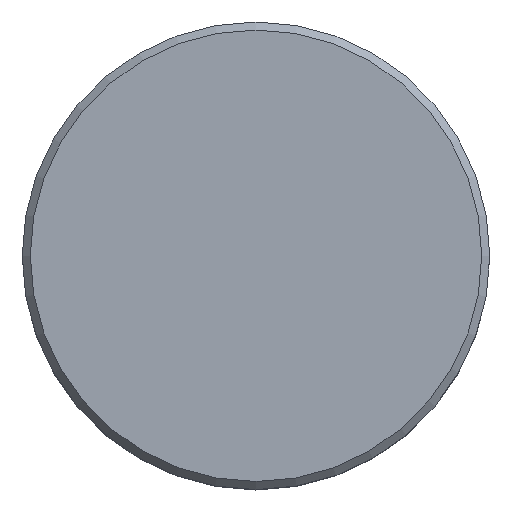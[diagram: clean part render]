
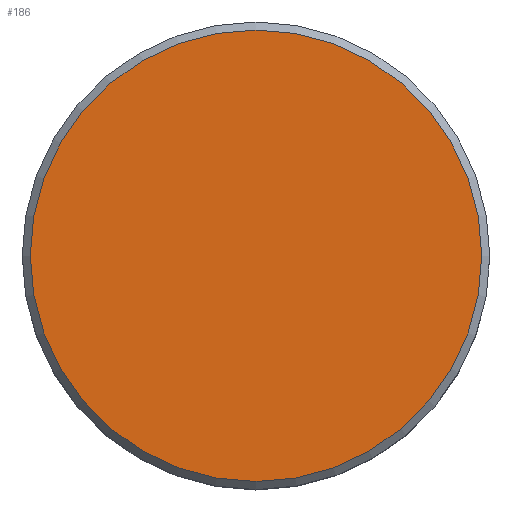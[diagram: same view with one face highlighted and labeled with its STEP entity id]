
A CAD part, top view. The second image highlights one B-rep face of the part: STEP entity #186.
In plain terms, the highlighted planar face has unit normal (0, 0, 1).
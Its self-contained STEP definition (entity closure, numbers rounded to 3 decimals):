
#106=FACE_OUTER_BOUND('',#383,.T.);
#133=PLANE('',#809);
#186=ADVANCED_FACE('',(#106),#133,.T.);
#383=EDGE_LOOP('',(#493));
#493=ORIENTED_EDGE('',*,*,#651,.T.);
#589=VERTEX_POINT('',#1201);
#651=EDGE_CURVE('',#589,#589,#716,.T.);
#716=CIRCLE('',#808,28.);
#808=AXIS2_PLACEMENT_3D('',#1200,#996,#997);
#809=AXIS2_PLACEMENT_3D('',#1202,#998,#999);
#996=DIRECTION('',(0.,0.,1.));
#997=DIRECTION('',(-0.5,0.866,0.));
#998=DIRECTION('',(0.,0.,1.));
#999=DIRECTION('',(0.5,-0.866,0.));
#1200=CARTESIAN_POINT('',(0.,0.,30.));
#1201=CARTESIAN_POINT('',(-14.,24.249,30.));
#1202=CARTESIAN_POINT('',(0.,0.,30.));
